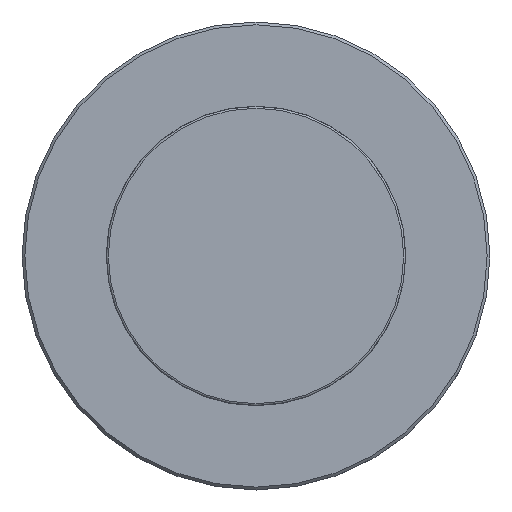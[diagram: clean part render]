
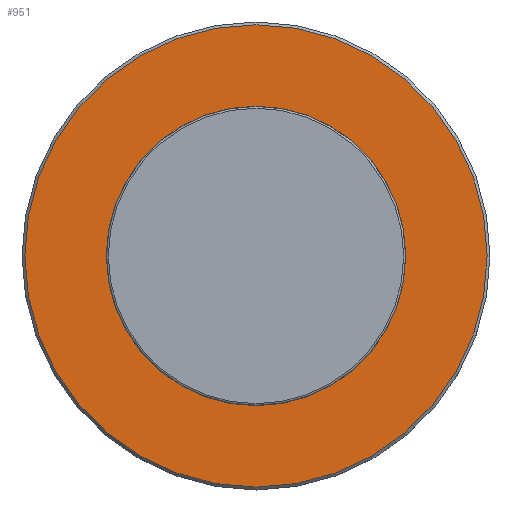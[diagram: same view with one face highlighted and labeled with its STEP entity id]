
A CAD part, top view. The second image highlights one B-rep face of the part: STEP entity #951.
In plain terms, the highlighted planar face has unit normal (0, 0, 1).
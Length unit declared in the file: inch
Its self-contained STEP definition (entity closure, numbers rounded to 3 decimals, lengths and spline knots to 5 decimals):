
#30=FACE_BOUND('',#318,.T.);
#42=PLANE('',#1053);
#258=FACE_OUTER_BOUND('',#317,.T.);
#317=EDGE_LOOP('',(#708));
#318=EDGE_LOOP('',(#709));
#392=CIRCLE('',#1052,0.48622);
#393=CIRCLE('',#1054,0.31496);
#438=VERTEX_POINT('',#1497);
#439=VERTEX_POINT('',#1501);
#540=EDGE_CURVE('',#438,#438,#392,.T.);
#542=EDGE_CURVE('',#439,#439,#393,.T.);
#708=ORIENTED_EDGE('',*,*,#540,.F.);
#709=ORIENTED_EDGE('',*,*,#542,.F.);
#951=ADVANCED_FACE('',(#258,#30),#42,.T.);
#1052=AXIS2_PLACEMENT_3D('',#1498,#1210,#1211);
#1053=AXIS2_PLACEMENT_3D('',#1500,#1213,#1214);
#1054=AXIS2_PLACEMENT_3D('',#1502,#1215,#1216);
#1210=DIRECTION('center_axis',(0.,0.,-1.));
#1211=DIRECTION('ref_axis',(-1.,0.,0.));
#1213=DIRECTION('center_axis',(0.,0.,1.));
#1214=DIRECTION('ref_axis',(0.,1.,0.));
#1215=DIRECTION('center_axis',(0.,0.,1.));
#1216=DIRECTION('ref_axis',(1.,0.,0.));
#1497=CARTESIAN_POINT('',(0.48622,0.,0.85039));
#1498=CARTESIAN_POINT('Origin',(0.,0.,0.85039));
#1500=CARTESIAN_POINT('Origin',(0.40354,0.,0.85039));
#1501=CARTESIAN_POINT('',(-0.31496,0.,0.85039));
#1502=CARTESIAN_POINT('Origin',(0.,0.,0.85039));
